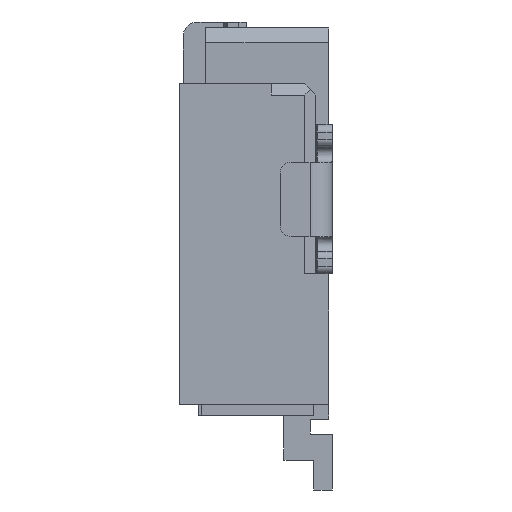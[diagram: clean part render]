
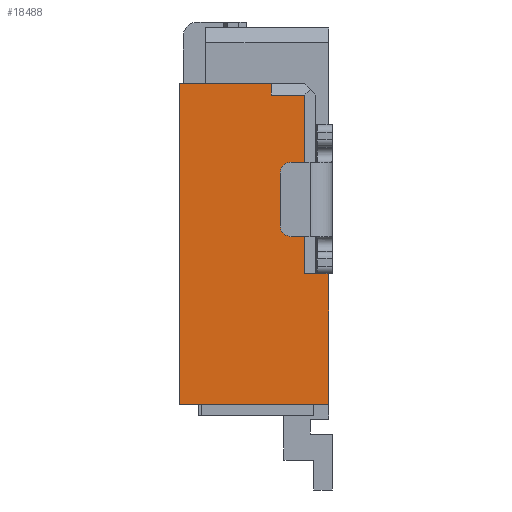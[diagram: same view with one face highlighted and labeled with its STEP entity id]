
A CAD part, left-side view. The second image highlights one B-rep face of the part: STEP entity #18488.
In plain terms, the highlighted planar face has unit normal (-1, 0, 0).
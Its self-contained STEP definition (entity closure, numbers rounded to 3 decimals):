
#4=DIRECTION('',(0.,-1.,0.));
#5=VECTOR('',#4,0.15);
#6=CARTESIAN_POINT('',(-7.4,-0.552,-3.38));
#7=LINE('',#6,#5);
#12=DIRECTION('',(0.,0.,-1.));
#13=VECTOR('',#12,1.75);
#14=CARTESIAN_POINT('',(-7.4,-0.702,-3.38));
#15=LINE('',#14,#13);
#19=DIRECTION('',(0.,1.,0.));
#20=VECTOR('',#19,2.);
#21=CARTESIAN_POINT('',(-7.4,-0.702,-5.13));
#22=LINE('',#21,#20);
#26=DIRECTION('',(0.,0.,1.));
#27=VECTOR('',#26,4.3);
#28=CARTESIAN_POINT('',(-7.4,1.298,-5.13));
#29=LINE('',#28,#27);
#33=DIRECTION('',(0.,-1.,0.));
#34=VECTOR('',#33,1.23);
#35=CARTESIAN_POINT('',(-7.4,1.298,-0.83));
#36=LINE('',#35,#34);
#40=DIRECTION('',(0.,0.,1.));
#41=VECTOR('',#40,0.15);
#42=CARTESIAN_POINT('',(-7.4,0.068,-0.98));
#43=LINE('',#42,#41);
#47=DIRECTION('',(0.,1.,0.));
#48=VECTOR('',#47,0.45);
#49=CARTESIAN_POINT('',(-7.4,-0.382,-0.98));
#50=LINE('',#49,#48);
#54=DIRECTION('',(0.,0.,1.));
#55=VECTOR('',#54,2.4);
#56=CARTESIAN_POINT('',(-7.4,-0.382,-3.38));
#57=LINE('',#56,#55);
#61=DIRECTION('',(0.,-1.,0.));
#62=VECTOR('',#61,0.17);
#63=CARTESIAN_POINT('',(-7.4,-0.382,-3.38));
#64=LINE('',#63,#62);
#15585=CARTESIAN_POINT('',(-7.4,-0.702,-5.13));
#15586=CARTESIAN_POINT('',(-7.4,1.298,-5.13));
#15587=VERTEX_POINT('',#15585);
#15588=VERTEX_POINT('',#15586);
#15589=CARTESIAN_POINT('',(-7.4,1.298,-0.83));
#15590=VERTEX_POINT('',#15589);
#15685=CARTESIAN_POINT('',(-7.4,-0.382,-3.38));
#15686=VERTEX_POINT('',#15685);
#15757=CARTESIAN_POINT('',(-7.4,0.068,-0.98));
#15758=CARTESIAN_POINT('',(-7.4,0.068,-0.83));
#15759=VERTEX_POINT('',#15757);
#15760=VERTEX_POINT('',#15758);
#15761=CARTESIAN_POINT('',(-7.4,-0.382,-0.98));
#15762=VERTEX_POINT('',#15761);
#15831=CARTESIAN_POINT('',(-7.4,-0.552,-3.38));
#15832=CARTESIAN_POINT('',(-7.4,-0.702,-3.38));
#15833=VERTEX_POINT('',#15831);
#15834=VERTEX_POINT('',#15832);
#18463=CARTESIAN_POINT('',(-7.4,0.,0.));
#18464=DIRECTION('',(1.,0.,0.));
#18465=DIRECTION('',(0.,0.,-1.));
#18466=AXIS2_PLACEMENT_3D('',#18463,#18464,#18465);
#18467=PLANE('',#18466);
#18469=ORIENTED_EDGE('',*,*,#18468,.T.);
#18471=ORIENTED_EDGE('',*,*,#18470,.T.);
#18473=ORIENTED_EDGE('',*,*,#18472,.T.);
#18475=ORIENTED_EDGE('',*,*,#18474,.T.);
#18477=ORIENTED_EDGE('',*,*,#18476,.T.);
#18479=ORIENTED_EDGE('',*,*,#18478,.F.);
#18481=ORIENTED_EDGE('',*,*,#18480,.F.);
#18483=ORIENTED_EDGE('',*,*,#18482,.F.);
#18485=ORIENTED_EDGE('',*,*,#18484,.T.);
#18486=EDGE_LOOP('',(#18469,#18471,#18473,#18475,#18477,#18479,#18481,#18483,
#18485));
#18487=FACE_OUTER_BOUND('',#18486,.F.);
#18468=EDGE_CURVE('',#15833,#15834,#7,.T.);
#18470=EDGE_CURVE('',#15834,#15587,#15,.T.);
#18472=EDGE_CURVE('',#15587,#15588,#22,.T.);
#18474=EDGE_CURVE('',#15588,#15590,#29,.T.);
#18476=EDGE_CURVE('',#15590,#15760,#36,.T.);
#18478=EDGE_CURVE('',#15759,#15760,#43,.T.);
#18480=EDGE_CURVE('',#15762,#15759,#50,.T.);
#18482=EDGE_CURVE('',#15686,#15762,#57,.T.);
#18484=EDGE_CURVE('',#15686,#15833,#64,.T.);
#18488=ADVANCED_FACE('',(#18487),#18467,.F.);
